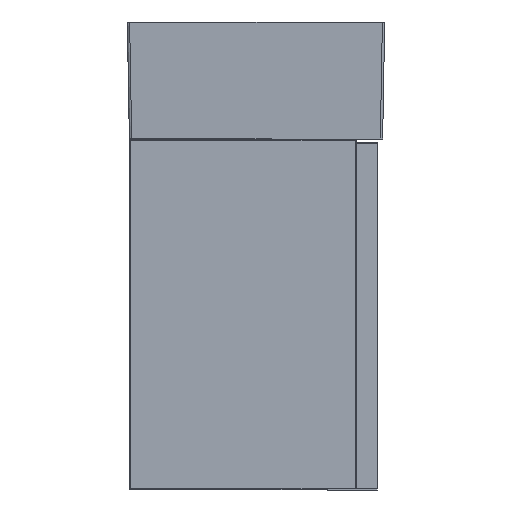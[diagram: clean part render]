
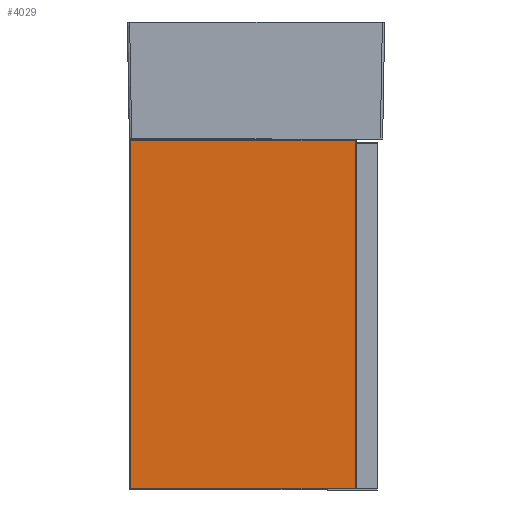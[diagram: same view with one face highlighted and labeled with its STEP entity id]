
A CAD part, left-side view. The second image highlights one B-rep face of the part: STEP entity #4029.
In plain terms, the highlighted planar face has unit normal (-1, 0, 0).
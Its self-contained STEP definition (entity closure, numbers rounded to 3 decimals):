
#562=FACE_OUTER_BOUND('',#817,.T.);
#817=EDGE_LOOP('',(#3509,#3510,#3511,#3512));
#1144=LINE('',#23836,#1528);
#1148=LINE('',#23844,#1532);
#1151=LINE('',#23850,#1535);
#1154=LINE('',#23855,#1538);
#1528=VECTOR('',#5232,1.);
#1532=VECTOR('',#5238,1.);
#1535=VECTOR('',#5243,1.);
#1538=VECTOR('',#5248,1.);
#1911=VERTEX_POINT('',#23834);
#1912=VERTEX_POINT('',#23835);
#1915=VERTEX_POINT('',#23843);
#1917=VERTEX_POINT('',#23849);
#2445=EDGE_CURVE('',#1911,#1912,#1144,.T.);
#2449=EDGE_CURVE('',#1915,#1911,#1148,.T.);
#2452=EDGE_CURVE('',#1917,#1915,#1151,.T.);
#2455=EDGE_CURVE('',#1912,#1917,#1154,.T.);
#3509=ORIENTED_EDGE('',*,*,#2445,.T.);
#3510=ORIENTED_EDGE('',*,*,#2455,.T.);
#3511=ORIENTED_EDGE('',*,*,#2452,.T.);
#3512=ORIENTED_EDGE('',*,*,#2449,.T.);
#3784=PLANE('',#4382);
#4029=ADVANCED_FACE('',(#562),#3784,.F.);
#4382=AXIS2_PLACEMENT_3D('',#23858,#5252,#5253);
#5232=DIRECTION('',(0.,1.,0.));
#5238=DIRECTION('',(0.,0.,1.));
#5243=DIRECTION('',(0.,-1.,0.));
#5248=DIRECTION('',(0.,0.,-1.));
#5252=DIRECTION('center_axis',(1.,0.,0.));
#5253=DIRECTION('ref_axis',(0.,0.,-1.));
#23834=CARTESIAN_POINT('',(0.,-193.,299.));
#23835=CARTESIAN_POINT('',(0.,-1.,299.));
#23836=CARTESIAN_POINT('',(0.,-145.,299.));
#23843=CARTESIAN_POINT('',(0.,-193.,1.));
#23844=CARTESIAN_POINT('',(0.,-193.,75.5));
#23849=CARTESIAN_POINT('',(0.,-1.,1.));
#23850=CARTESIAN_POINT('',(0.,-49.,1.));
#23855=CARTESIAN_POINT('',(0.,-1.,224.5));
#23858=CARTESIAN_POINT('Origin',(0.,-97.,150.));
